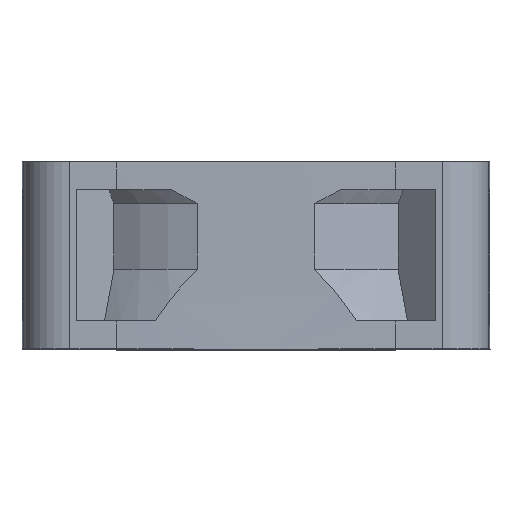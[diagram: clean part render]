
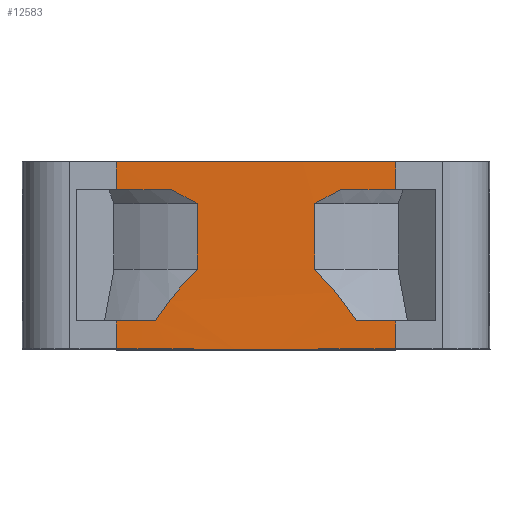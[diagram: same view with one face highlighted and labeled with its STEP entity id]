
A CAD part, front view. The second image highlights one B-rep face of the part: STEP entity #12583.
In plain terms, the highlighted cylindrical face has radius 750.075 mm (diameter 1500.15 mm), a partial arc.
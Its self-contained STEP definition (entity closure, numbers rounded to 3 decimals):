
#326=CARTESIAN_POINT('',(-6.751,-25.12,-0.05));
#327=CARTESIAN_POINT('',(-6.744,-25.12,
-0.042));
#328=CARTESIAN_POINT('',(-6.729,-25.12,
-0.025));
#329=CARTESIAN_POINT('',(-6.714,-25.12,
-0.008));
#330=CARTESIAN_POINT('',(-6.707,-25.12,0.));
#353=CARTESIAN_POINT('',(6.707,-25.12,0.));
#354=CARTESIAN_POINT('',(6.714,-25.12,
-0.008));
#355=CARTESIAN_POINT('',(6.729,-25.12,
-0.025));
#356=CARTESIAN_POINT('',(6.744,-25.12,
-0.042));
#357=CARTESIAN_POINT('',(6.751,-25.12,-0.05));
#387=CARTESIAN_POINT('',(0.,724.925,-0.05));
#388=DIRECTION('',(0.,0.,1.));
#389=DIRECTION('',(-0.009,-1.,0.));
#390=AXIS2_PLACEMENT_3D('',#387,#388,#389);
#3207=CARTESIAN_POINT('',(0.,724.925,17.1));
#3208=DIRECTION('',(0.,0.,-1.));
#3209=DIRECTION('',(0.02,-1.,0.));
#3210=AXIS2_PLACEMENT_3D('',#3207,#3208,#3209);
#3263=CARTESIAN_POINT('',(0.,724.925,17.1));
#3264=DIRECTION('',(0.,0.,-1.));
#3265=DIRECTION('',(-0.012,-1.,0.));
#3266=AXIS2_PLACEMENT_3D('',#3263,#3264,#3265);
#3359=CARTESIAN_POINT('',(10.815,-25.072,3.));
#3360=CARTESIAN_POINT('',(10.323,-25.079,3.746));
#3361=CARTESIAN_POINT('',(9.337,-25.092,5.156));
#3362=CARTESIAN_POINT('',(7.836,-25.11,7.019));
#3363=CARTESIAN_POINT('',(6.814,-25.119,8.082));
#3364=CARTESIAN_POINT('',(6.294,-25.124,8.565));
#3402=CARTESIAN_POINT('',(-6.294,-25.124,
8.565));
#3403=CARTESIAN_POINT('',(-6.814,-25.119,
8.082));
#3404=CARTESIAN_POINT('',(-7.836,-25.11,
7.019));
#3405=CARTESIAN_POINT('',(-9.337,-25.092,
5.156));
#3406=CARTESIAN_POINT('',(-10.323,-25.079,
3.746));
#3407=CARTESIAN_POINT('',(-10.815,-25.072,3.));
#3452=CARTESIAN_POINT('',(0.,724.925,3.));
#3453=DIRECTION('',(0.,0.,-1.));
#3454=DIRECTION('',(0.02,-1.,0.));
#3455=AXIS2_PLACEMENT_3D('',#3452,#3453,#3454);
#3500=CARTESIAN_POINT('',(0.,724.925,3.));
#3501=DIRECTION('',(0.,0.,-1.));
#3502=DIRECTION('',(-0.014,-1.,0.));
#3503=AXIS2_PLACEMENT_3D('',#3500,#3501,#3502);
#3568=DIRECTION('',(0.,0.,1.));
#3569=VECTOR('',#3568,3.);
#3570=CARTESIAN_POINT('',(15.,-25.,0.));
#3571=LINE('',#3570,#3569);
#3576=DIRECTION('',(0.,0.,1.));
#3577=VECTOR('',#3576,3.);
#3578=CARTESIAN_POINT('',(15.,-25.,17.1));
#3579=LINE('',#3578,#3577);
#3897=DIRECTION('',(0.,0.,-1.));
#3898=VECTOR('',#3897,7.041);
#3899=CARTESIAN_POINT('',(6.294,-25.124,15.607));
#3900=LINE('',#3899,#3898);
#3928=DIRECTION('',(0.,0.,-1.));
#3929=VECTOR('',#3928,7.041);
#3930=CARTESIAN_POINT('',(-6.294,-25.124,
15.607));
#3931=LINE('',#3930,#3929);
#3960=CARTESIAN_POINT('',(9.07,-25.095,17.1));
#3961=CARTESIAN_POINT('',(8.756,-25.099,16.904));
#3962=CARTESIAN_POINT('',(8.133,-25.106,16.532));
#3963=CARTESIAN_POINT('',(7.206,-25.116,16.034));
#3964=CARTESIAN_POINT('',(6.597,-25.121,15.742));
#3965=CARTESIAN_POINT('',(6.294,-25.124,15.607));
#4028=CARTESIAN_POINT('',(-6.294,-25.124,
15.607));
#4029=CARTESIAN_POINT('',(-6.597,-25.121,
15.742));
#4030=CARTESIAN_POINT('',(-7.206,-25.116,
16.034));
#4031=CARTESIAN_POINT('',(-8.133,-25.106,
16.532));
#4032=CARTESIAN_POINT('',(-8.756,-25.099,
16.904));
#4033=CARTESIAN_POINT('',(-9.07,-25.095,17.1));
#4085=CARTESIAN_POINT('',(0.,724.925,0.));
#4086=DIRECTION('',(0.,0.,-1.));
#4087=DIRECTION('',(0.02,-1.,0.));
#4088=AXIS2_PLACEMENT_3D('',#4085,#4086,#4087);
#4090=CARTESIAN_POINT('',(0.,724.925,0.));
#4091=DIRECTION('',(0.,0.,-1.));
#4092=DIRECTION('',(-0.009,-1.,0.));
#4093=AXIS2_PLACEMENT_3D('',#4090,#4091,#4092);
#4095=DIRECTION('',(0.,0.,1.));
#4096=VECTOR('',#4095,3.);
#4097=CARTESIAN_POINT('',(-15.,-25.,0.));
#4098=LINE('',#4097,#4096);
#4099=DIRECTION('',(0.,0.,1.));
#4100=VECTOR('',#4099,3.);
#4101=CARTESIAN_POINT('',(-15.,-25.,17.1));
#4102=LINE('',#4101,#4100);
#4103=CARTESIAN_POINT('',(0.,724.925,20.1));
#4104=DIRECTION('',(0.,0.,1.));
#4105=DIRECTION('',(-0.02,-1.,0.));
#4106=AXIS2_PLACEMENT_3D('',#4103,#4104,#4105);
#5723=VERTEX_POINT('',#3359);
#5724=VERTEX_POINT('',#3364);
#5725=VERTEX_POINT('',#3402);
#5726=VERTEX_POINT('',#3407);
#5727=CARTESIAN_POINT('',(-6.294,-25.124,
15.607));
#5728=VERTEX_POINT('',#5727);
#5729=CARTESIAN_POINT('',(6.294,-25.124,15.607));
#5730=VERTEX_POINT('',#5729);
#5731=VERTEX_POINT('',#3960);
#5732=VERTEX_POINT('',#4033);
#5733=CARTESIAN_POINT('',(15.,-25.,17.1));
#5734=VERTEX_POINT('',#5733);
#5735=CARTESIAN_POINT('',(-15.,-25.,17.1));
#5736=VERTEX_POINT('',#5735);
#5737=CARTESIAN_POINT('',(15.,-25.,3.));
#5738=VERTEX_POINT('',#5737);
#5739=CARTESIAN_POINT('',(-15.,-25.,3.));
#5740=VERTEX_POINT('',#5739);
#5741=CARTESIAN_POINT('',(15.,-25.,0.));
#5742=VERTEX_POINT('',#5741);
#5743=CARTESIAN_POINT('',(15.,-25.,20.1));
#5744=VERTEX_POINT('',#5743);
#5745=CARTESIAN_POINT('',(-15.,-25.,0.));
#5746=VERTEX_POINT('',#5745);
#5747=CARTESIAN_POINT('',(-15.,-25.,20.1));
#5748=VERTEX_POINT('',#5747);
#6202=CARTESIAN_POINT('',(-6.751,-25.12,-0.05));
#6203=CARTESIAN_POINT('',(6.751,-25.12,-0.05));
#6204=VERTEX_POINT('',#6202);
#6205=VERTEX_POINT('',#6203);
#6208=VERTEX_POINT('',#330);
#6209=VERTEX_POINT('',#353);
#12554=CARTESIAN_POINT('',(0.,724.925,0.));
#12555=DIRECTION('',(0.,0.,-1.));
#12556=DIRECTION('',(1.,0.,0.));
#12557=AXIS2_PLACEMENT_3D('',#12554,#12555,#12556);
#12558=CYLINDRICAL_SURFACE('',#12557,750.075);
#12559=ORIENTED_EDGE('',*,*,#7419,.T.);
#12560=ORIENTED_EDGE('',*,*,#7636,.T.);
#12561=ORIENTED_EDGE('',*,*,#7692,.F.);
#12562=ORIENTED_EDGE('',*,*,#7610,.T.);
#12563=ORIENTED_EDGE('',*,*,#7401,.T.);
#12565=ORIENTED_EDGE('',*,*,#12564,.T.);
#12566=ORIENTED_EDGE('',*,*,#11837,.F.);
#12567=ORIENTED_EDGE('',*,*,#11719,.F.);
#12568=ORIENTED_EDGE('',*,*,#12416,.F.);
#12569=ORIENTED_EDGE('',*,*,#12510,.T.);
#12570=ORIENTED_EDGE('',*,*,#11550,.T.);
#12572=ORIENTED_EDGE('',*,*,#12571,.T.);
#12573=ORIENTED_EDGE('',*,*,#7239,.T.);
#12574=ORIENTED_EDGE('',*,*,#11922,.F.);
#12575=ORIENTED_EDGE('',*,*,#11488,.T.);
#12576=ORIENTED_EDGE('',*,*,#12457,.T.);
#12577=ORIENTED_EDGE('',*,*,#12358,.T.);
#12578=ORIENTED_EDGE('',*,*,#11657,.F.);
#12579=ORIENTED_EDGE('',*,*,#11780,.F.);
#12580=ORIENTED_EDGE('',*,*,#11917,.F.);
#12581=EDGE_LOOP('',(#12559,#12560,#12561,#12562,#12563,#12565,#12566,#12567,
#12568,#12569,#12570,#12572,#12573,#12574,#12575,#12576,#12577,#12578,#12579,
#12580));
#12582=FACE_OUTER_BOUND('',#12581,.F.);
#12583=ADVANCED_FACE('',(#12582),#12558,.T.);
#331=B_SPLINE_CURVE_WITH_KNOTS('',3,(#326,#327,#328,#329,#330),.UNSPECIFIED.,
.F.,.F.,(4,1,4),(0.,0.5,1.),.UNSPECIFIED.);
#358=B_SPLINE_CURVE_WITH_KNOTS('',3,(#353,#354,#355,#356,#357),.UNSPECIFIED.,
.F.,.F.,(4,1,4),(0.,0.5,1.),.UNSPECIFIED.);
#391=CIRCLE('',#390,750.075);
#3211=CIRCLE('',#3210,750.075);
#3267=CIRCLE('',#3266,750.075);
#3365=B_SPLINE_CURVE_WITH_KNOTS('',3,(#3359,#3360,#3361,#3362,#3363,#3364),
.UNSPECIFIED.,.F.,.F.,(4,1,1,4),(0.,0.333,0.667,1.),
.UNSPECIFIED.);
#3408=B_SPLINE_CURVE_WITH_KNOTS('',3,(#3402,#3403,#3404,#3405,#3406,#3407),
.UNSPECIFIED.,.F.,.F.,(4,1,1,4),(0.,0.333,0.667,1.),
.UNSPECIFIED.);
#3456=CIRCLE('',#3455,750.075);
#3504=CIRCLE('',#3503,750.075);
#3966=B_SPLINE_CURVE_WITH_KNOTS('',3,(#3960,#3961,#3962,#3963,#3964,#3965),
.UNSPECIFIED.,.F.,.F.,(4,1,1,4),(0.,0.333,0.667,1.),
.UNSPECIFIED.);
#4034=B_SPLINE_CURVE_WITH_KNOTS('',3,(#4028,#4029,#4030,#4031,#4032,#4033),
.UNSPECIFIED.,.F.,.F.,(4,1,1,4),(0.,0.333,0.667,1.),
.UNSPECIFIED.);
#4089=CIRCLE('',#4088,750.075);
#4094=CIRCLE('',#4093,750.075);
#4107=CIRCLE('',#4106,750.075);
#7239=EDGE_CURVE('',#5748,#5744,#4107,.T.);
#7401=EDGE_CURVE('',#6208,#5746,#4094,.T.);
#7419=EDGE_CURVE('',#5742,#6209,#4089,.T.);
#7610=EDGE_CURVE('',#6204,#6208,#331,.T.);
#7636=EDGE_CURVE('',#6209,#6205,#358,.T.);
#7692=EDGE_CURVE('',#6204,#6205,#391,.T.);
#11488=EDGE_CURVE('',#5734,#5731,#3211,.T.);
#11550=EDGE_CURVE('',#5732,#5736,#3267,.T.);
#11657=EDGE_CURVE('',#5723,#5724,#3365,.T.);
#11719=EDGE_CURVE('',#5725,#5726,#3408,.T.);
#11780=EDGE_CURVE('',#5738,#5723,#3456,.T.);
#11837=EDGE_CURVE('',#5726,#5740,#3504,.T.);
#11917=EDGE_CURVE('',#5742,#5738,#3571,.T.);
#11922=EDGE_CURVE('',#5734,#5744,#3579,.T.);
#12358=EDGE_CURVE('',#5730,#5724,#3900,.T.);
#12416=EDGE_CURVE('',#5728,#5725,#3931,.T.);
#12457=EDGE_CURVE('',#5731,#5730,#3966,.T.);
#12510=EDGE_CURVE('',#5728,#5732,#4034,.T.);
#12564=EDGE_CURVE('',#5746,#5740,#4098,.T.);
#12571=EDGE_CURVE('',#5736,#5748,#4102,.T.);
